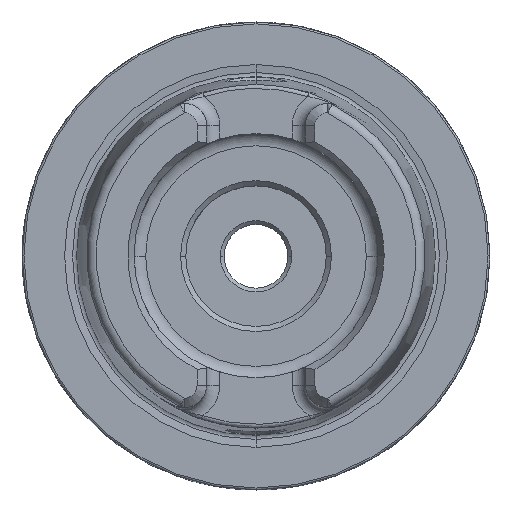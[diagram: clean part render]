
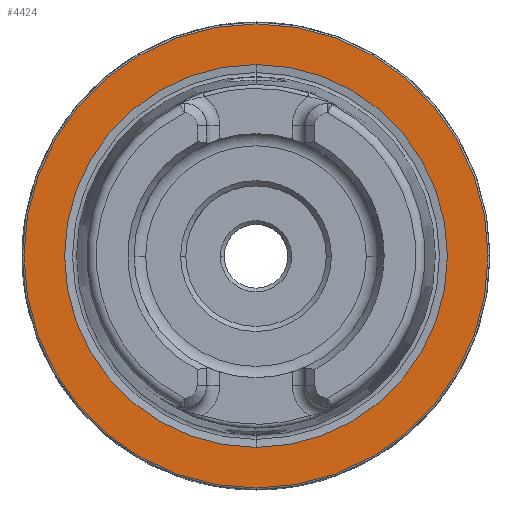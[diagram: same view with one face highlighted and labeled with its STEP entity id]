
A CAD part, top view. The second image highlights one B-rep face of the part: STEP entity #4424.
In plain terms, the highlighted planar face has unit normal (0, 0, 1).
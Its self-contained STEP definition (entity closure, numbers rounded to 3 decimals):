
#767 = DIRECTION ( 'NONE',  ( 0., 1., 0. ) ) ;
#1125 = ORIENTED_EDGE ( 'NONE', *, *, #1419, .T. ) ;
#1419 = EDGE_CURVE ( 'NONE', #7125, #7290, #9741, .T. ) ;
#1830 = CARTESIAN_POINT ( 'NONE',  ( 0., -24.775, 0. ) ) ;
#3213 = AXIS2_PLACEMENT_3D ( 'NONE', #6276, #16076, #7678 ) ;
#3908 = VERTEX_POINT ( 'NONE', #12796 ) ;
#4032 = EDGE_LOOP ( 'NONE', ( #11243, #7951 ) ) ;
#4424 = ADVANCED_FACE ( 'NONE', ( #5448, #9138 ), #8248, .T. ) ;
#5008 = DIRECTION ( 'NONE',  ( 0., 0., -1. ) ) ;
#5057 = EDGE_CURVE ( 'NONE', #3908, #12327, #15508, .T. ) ;
#5201 = EDGE_CURVE ( 'NONE', #7290, #7125, #14594, .T. ) ;
#5448 = FACE_OUTER_BOUND ( 'NONE', #5670, .T. ) ;
#5550 = DIRECTION ( 'NONE',  ( 0., 0., 1. ) ) ;
#5670 = EDGE_LOOP ( 'NONE', ( #1125, #16515 ) ) ;
#6276 = CARTESIAN_POINT ( 'NONE',  ( 0., 0., 0. ) ) ;
#7125 = VERTEX_POINT ( 'NONE', #1830 ) ;
#7290 = VERTEX_POINT ( 'NONE', #10372 ) ;
#7678 = DIRECTION ( 'NONE',  ( 0., -1., 0. ) ) ;
#7951 = ORIENTED_EDGE ( 'NONE', *, *, #8808, .T. ) ;
#8177 = CARTESIAN_POINT ( 'NONE',  ( 0., 20.434, 0. ) ) ;
#8248 = PLANE ( 'NONE',  #8623 ) ;
#8623 = AXIS2_PLACEMENT_3D ( 'NONE', #13926, #5550, #15358 ) ;
#8808 = EDGE_CURVE ( 'NONE', #12327, #3908, #16908, .T. ) ;
#8898 = AXIS2_PLACEMENT_3D ( 'NONE', #16823, #15059, #18057 ) ;
#9127 = DIRECTION ( 'NONE',  ( 0., 0., -1. ) ) ;
#9138 = FACE_BOUND ( 'NONE', #4032, .T. ) ;
#9741 = CIRCLE ( 'NONE', #8898, 24.775 ) ;
#10372 = CARTESIAN_POINT ( 'NONE',  ( 0., 24.775, 0. ) ) ;
#11243 = ORIENTED_EDGE ( 'NONE', *, *, #5057, .T. ) ;
#12327 = VERTEX_POINT ( 'NONE', #8177 ) ;
#12796 = CARTESIAN_POINT ( 'NONE',  ( 0., -20.434, 0. ) ) ;
#12954 = AXIS2_PLACEMENT_3D ( 'NONE', #13392, #5008, #14807 ) ;
#13392 = CARTESIAN_POINT ( 'NONE',  ( 0., 0., 0. ) ) ;
#13926 = CARTESIAN_POINT ( 'NONE',  ( 0., 24.975, 0. ) ) ;
#14594 = CIRCLE ( 'NONE', #3213, 24.775 ) ;
#14807 = DIRECTION ( 'NONE',  ( 0., 1., 0. ) ) ;
#15059 = DIRECTION ( 'NONE',  ( 0., 0., 1. ) ) ;
#15358 = DIRECTION ( 'NONE',  ( 0., -1., 0. ) ) ;
#15508 = CIRCLE ( 'NONE', #12954, 20.434 ) ;
#15581 = AXIS2_PLACEMENT_3D ( 'NONE', #17549, #9127, #767 ) ;
#16076 = DIRECTION ( 'NONE',  ( 0., 0., 1. ) ) ;
#16515 = ORIENTED_EDGE ( 'NONE', *, *, #5201, .T. ) ;
#16823 = CARTESIAN_POINT ( 'NONE',  ( 0., 0., 0. ) ) ;
#16908 = CIRCLE ( 'NONE', #15581, 20.434 ) ;
#17549 = CARTESIAN_POINT ( 'NONE',  ( 0., 0., 0. ) ) ;
#18057 = DIRECTION ( 'NONE',  ( 0., -1., 0. ) ) ;
